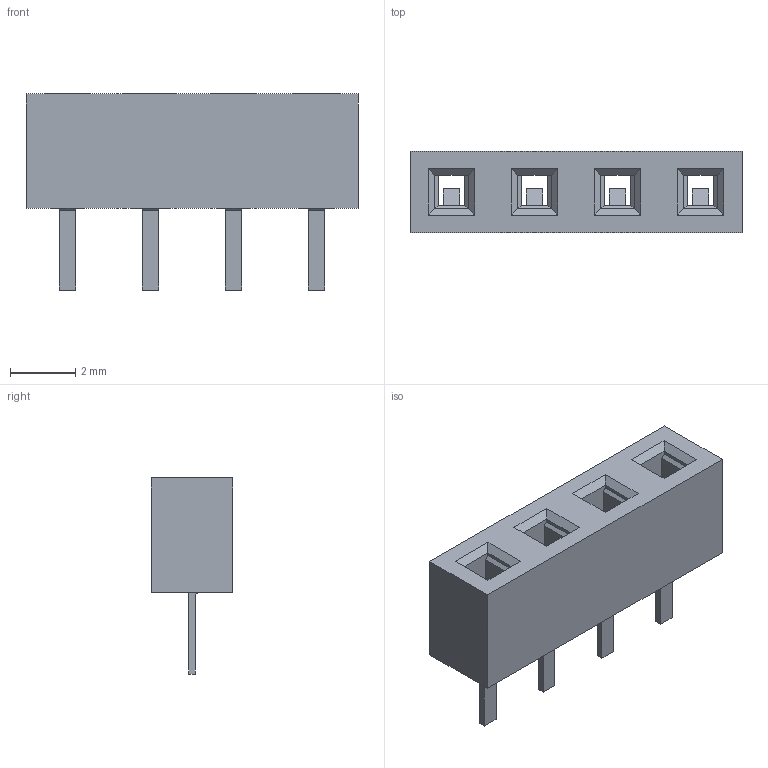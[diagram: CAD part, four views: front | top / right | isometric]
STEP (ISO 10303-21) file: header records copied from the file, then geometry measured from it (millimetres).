
FILE_DESCRIPTION(/* description */ (''),/* implementation_level */ '2;1');
FILE_NAME(/* name */ 'pin-header-1x4.step',/* time_stamp */ '2020-09-06T23:23:24+09:00',/* author */ (''),/* organization */ (''),/* preprocessor_version */ 'ST-DEVELOPER v18.1',/* originating_system */ 'Autodesk Translation Framework v9.3.0.1241',/* authorisation */ '');
FILE_SCHEMA (('AUTOMOTIVE_DESIGN { 1 0 10303 214 3 1 1 }'));
Length unit declared in the file: millimetre
Products named in the file (1): pin-header-1x4
Bounding box: 10.16 x 2.5 x 6 mm (x, y, z)
Volume: 82.7 mm3; surface area: 288.5 mm2
Topology: 5 solids, 5 shells, 118 faces, 288 edges, 184 vertices
Faces by surface type: plane 118
Entity records: 3419 total; most frequent: CARTESIAN_POINT 591, ORIENTED_EDGE 576, DIRECTION 526, LINE 288, VECTOR 288, EDGE_CURVE 288, VERTEX_POINT 184, EDGE_LOOP 130
